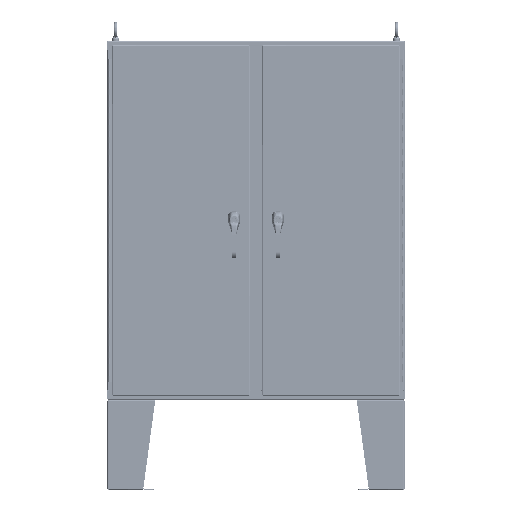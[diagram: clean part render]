
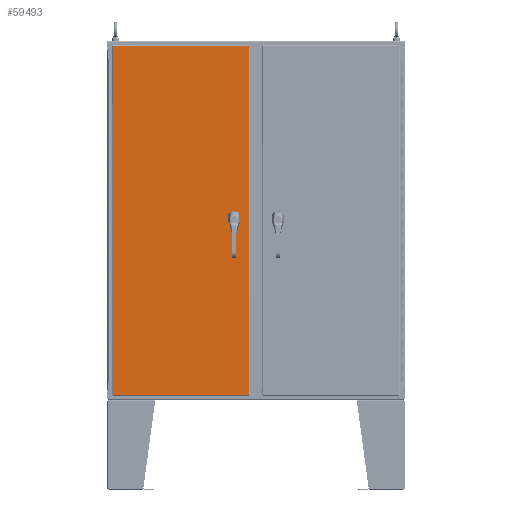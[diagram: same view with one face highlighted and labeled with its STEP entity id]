
A CAD part, top view. The second image highlights one B-rep face of the part: STEP entity #59493.
In plain terms, the highlighted planar face has unit normal (0, 0, 1).
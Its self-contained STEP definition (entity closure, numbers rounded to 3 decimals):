
#2385=FACE_BOUND('',#9197,.T.);
#2386=FACE_BOUND('',#9198,.T.);
#2387=FACE_BOUND('',#9199,.T.);
#2388=FACE_BOUND('',#9200,.T.);
#3533=PLANE('',#63532);
#5411=FACE_OUTER_BOUND('',#9196,.T.);
#9196=EDGE_LOOP('',(#41668,#41669,#41670,#41671));
#9197=EDGE_LOOP('',(#41672,#41673,#41674,#41675,#41676,#41677,#41678,#41679));
#9198=EDGE_LOOP('',(#41680));
#9199=EDGE_LOOP('',(#41681));
#9200=EDGE_LOOP('',(#41682));
#13340=CIRCLE('',#63478,0.453);
#13342=CIRCLE('',#63482,0.453);
#13344=CIRCLE('',#63486,0.453);
#13346=CIRCLE('',#63490,0.453);
#13348=CIRCLE('',#63493,0.14);
#13350=CIRCLE('',#63496,0.14);
#13352=CIRCLE('',#63499,0.14);
#16699=LINE('',#89900,#21458);
#16703=LINE('',#89912,#21462);
#16707=LINE('',#89924,#21466);
#16711=LINE('',#89936,#21470);
#16731=LINE('',#90007,#21490);
#16747=LINE('',#90129,#21506);
#16761=LINE('',#90246,#21520);
#16772=LINE('',#90357,#21531);
#21458=VECTOR('',#71478,0.427);
#21462=VECTOR('',#71490,0.427);
#21466=VECTOR('',#71502,0.427);
#21470=VECTOR('',#71514,0.427);
#21490=VECTOR('',#71570,58.295);
#21506=VECTOR('',#71600,22.67);
#21520=VECTOR('',#71628,58.295);
#21531=VECTOR('',#71651,22.67);
#26222=VERTEX_POINT('',#89897);
#26223=VERTEX_POINT('',#89899);
#26225=VERTEX_POINT('',#89905);
#26227=VERTEX_POINT('',#89911);
#26229=VERTEX_POINT('',#89917);
#26231=VERTEX_POINT('',#89923);
#26233=VERTEX_POINT('',#89929);
#26235=VERTEX_POINT('',#89935);
#26237=VERTEX_POINT('',#89944);
#26239=VERTEX_POINT('',#89949);
#26241=VERTEX_POINT('',#89954);
#26257=VERTEX_POINT('',#89995);
#26258=VERTEX_POINT('',#90006);
#26269=VERTEX_POINT('',#90118);
#26277=VERTEX_POINT('',#90235);
#32019=EDGE_CURVE('',#26223,#26222,#16699,.T.);
#32022=EDGE_CURVE('',#26225,#26223,#13340,.T.);
#32025=EDGE_CURVE('',#26227,#26225,#16703,.T.);
#32028=EDGE_CURVE('',#26229,#26227,#13342,.T.);
#32031=EDGE_CURVE('',#26231,#26229,#16707,.T.);
#32034=EDGE_CURVE('',#26233,#26231,#13344,.T.);
#32037=EDGE_CURVE('',#26235,#26233,#16711,.T.);
#32040=EDGE_CURVE('',#26222,#26235,#13346,.T.);
#32042=EDGE_CURVE('',#26237,#26237,#13348,.T.);
#32044=EDGE_CURVE('',#26239,#26239,#13350,.T.);
#32046=EDGE_CURVE('',#26241,#26241,#13352,.T.);
#32066=EDGE_CURVE('',#26258,#26257,#16731,.T.);
#32086=EDGE_CURVE('',#26257,#26269,#16747,.T.);
#32104=EDGE_CURVE('',#26269,#26277,#16761,.T.);
#32119=EDGE_CURVE('',#26277,#26258,#16772,.T.);
#41668=ORIENTED_EDGE('',*,*,#32066,.T.);
#41669=ORIENTED_EDGE('',*,*,#32086,.T.);
#41670=ORIENTED_EDGE('',*,*,#32104,.T.);
#41671=ORIENTED_EDGE('',*,*,#32119,.T.);
#41672=ORIENTED_EDGE('',*,*,#32019,.T.);
#41673=ORIENTED_EDGE('',*,*,#32040,.T.);
#41674=ORIENTED_EDGE('',*,*,#32037,.T.);
#41675=ORIENTED_EDGE('',*,*,#32034,.T.);
#41676=ORIENTED_EDGE('',*,*,#32031,.T.);
#41677=ORIENTED_EDGE('',*,*,#32028,.T.);
#41678=ORIENTED_EDGE('',*,*,#32025,.T.);
#41679=ORIENTED_EDGE('',*,*,#32022,.T.);
#41680=ORIENTED_EDGE('',*,*,#32042,.T.);
#41681=ORIENTED_EDGE('',*,*,#32044,.T.);
#41682=ORIENTED_EDGE('',*,*,#32046,.T.);
#59493=ADVANCED_FACE('',(#5411,#2385,#2386,#2387,#2388),#3533,.T.);
#63478=AXIS2_PLACEMENT_3D('',#89906,#71484,#71485);
#63482=AXIS2_PLACEMENT_3D('',#89918,#71496,#71497);
#63486=AXIS2_PLACEMENT_3D('',#89930,#71508,#71509);
#63490=AXIS2_PLACEMENT_3D('',#89940,#71520,#71521);
#63493=AXIS2_PLACEMENT_3D('',#89945,#71526,#71527);
#63496=AXIS2_PLACEMENT_3D('',#89950,#71532,#71533);
#63499=AXIS2_PLACEMENT_3D('',#89955,#71538,#71539);
#63532=AXIS2_PLACEMENT_3D('',#90460,#71676,#71677);
#71478=DIRECTION('',(0.,1.,0.));
#71484=DIRECTION('center_axis',(0.,0.,-1.));
#71485=DIRECTION('ref_axis',(-0.882,-0.471,0.));
#71490=DIRECTION('',(-1.,0.,0.));
#71496=DIRECTION('center_axis',(0.,0.,-1.));
#71497=DIRECTION('ref_axis',(0.471,-0.882,0.));
#71502=DIRECTION('',(0.,-1.,0.));
#71508=DIRECTION('center_axis',(0.,0.,-1.));
#71509=DIRECTION('ref_axis',(0.882,0.471,0.));
#71514=DIRECTION('',(1.,0.,0.));
#71520=DIRECTION('center_axis',(0.,0.,-1.));
#71521=DIRECTION('ref_axis',(-0.471,0.882,0.));
#71526=DIRECTION('center_axis',(0.,0.,-1.));
#71527=DIRECTION('ref_axis',(-1.,0.,0.));
#71532=DIRECTION('center_axis',(0.,0.,-1.));
#71533=DIRECTION('ref_axis',(-1.,0.,0.));
#71538=DIRECTION('center_axis',(0.,0.,-1.));
#71539=DIRECTION('ref_axis',(-1.,0.,0.));
#71570=DIRECTION('',(0.,1.,0.));
#71600=DIRECTION('',(-1.,0.,0.));
#71628=DIRECTION('',(0.,-1.,0.));
#71651=DIRECTION('',(1.,0.,0.));
#71676=DIRECTION('center_axis',(0.,0.,1.));
#71677=DIRECTION('ref_axis',(1.,0.,0.));
#89897=CARTESIAN_POINT('',(8.476,0.214,0.134));
#89899=CARTESIAN_POINT('',(8.476,-0.214,0.134));
#89900=CARTESIAN_POINT('',(8.476,0.107,0.134));
#89905=CARTESIAN_POINT('',(8.661,-0.399,0.134));
#89906=CARTESIAN_POINT('Origin',(8.875,0.,
0.134));
#89911=CARTESIAN_POINT('',(9.089,-0.399,0.134));
#89912=CARTESIAN_POINT('',(4.331,-0.399,0.134));
#89917=CARTESIAN_POINT('',(9.275,-0.214,0.134));
#89918=CARTESIAN_POINT('Origin',(8.875,0.,0.134));
#89923=CARTESIAN_POINT('',(9.275,0.214,0.134));
#89924=CARTESIAN_POINT('',(9.275,-0.107,0.134));
#89929=CARTESIAN_POINT('',(9.089,0.4,0.134));
#89930=CARTESIAN_POINT('Origin',(8.875,0.,0.134));
#89935=CARTESIAN_POINT('',(8.661,0.4,0.134));
#89936=CARTESIAN_POINT('',(4.544,0.4,0.134));
#89940=CARTESIAN_POINT('Origin',(8.875,0.,0.134));
#89944=CARTESIAN_POINT('',(9.015,0.885,0.134));
#89945=CARTESIAN_POINT('Origin',(8.875,0.885,0.134));
#89949=CARTESIAN_POINT('',(9.015,-0.886,0.134));
#89950=CARTESIAN_POINT('Origin',(8.875,-0.886,0.134));
#89954=CARTESIAN_POINT('',(9.015,-1.378,0.134));
#89955=CARTESIAN_POINT('Origin',(8.875,-1.378,0.134));
#89995=CARTESIAN_POINT('',(11.335,29.147,0.134));
#90006=CARTESIAN_POINT('',(11.335,-29.147,0.134));
#90007=CARTESIAN_POINT('',(11.335,-14.574,0.134));
#90118=CARTESIAN_POINT('',(-11.335,29.147,0.134));
#90129=CARTESIAN_POINT('',(5.667,29.147,0.134));
#90235=CARTESIAN_POINT('',(-11.335,-29.147,0.134));
#90246=CARTESIAN_POINT('',(-11.335,14.574,0.134));
#90357=CARTESIAN_POINT('',(-5.667,-29.147,0.134));
#90460=CARTESIAN_POINT('Origin',(0.,0.,
0.134));
